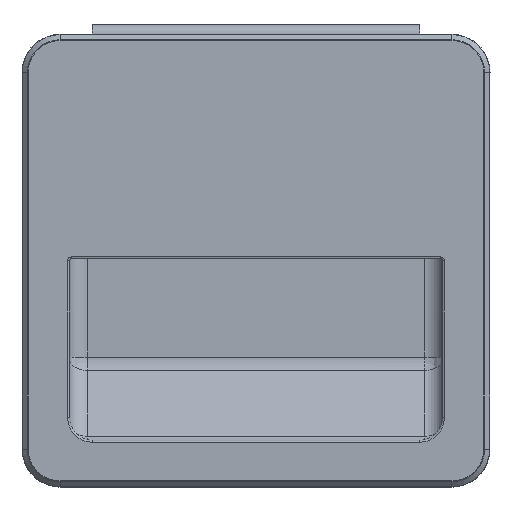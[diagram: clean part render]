
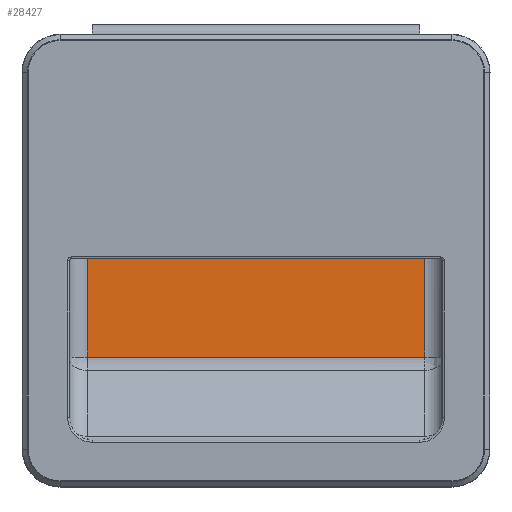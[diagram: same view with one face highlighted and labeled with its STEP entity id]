
A CAD part, front view. The second image highlights one B-rep face of the part: STEP entity #28427.
In plain terms, the highlighted planar face has unit normal (0, -1, 0).
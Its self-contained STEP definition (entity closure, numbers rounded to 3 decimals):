
#298 = LINE ( 'NONE', #32339, #34153 ) ;
#810 = VERTEX_POINT ( 'NONE', #34462 ) ;
#1839 = CARTESIAN_POINT ( 'NONE',  ( 44.35, 60., 14.3 ) ) ;
#2244 = ORIENTED_EDGE ( 'NONE', *, *, #4882, .T. ) ;
#3355 = LINE ( 'NONE', #17034, #11647 ) ;
#3499 = VECTOR ( 'NONE', #4763, 1000. ) ;
#4169 = AXIS2_PLACEMENT_3D ( 'NONE', #30895, #11300, #34210 ) ;
#4763 = DIRECTION ( 'NONE',  ( -1., 0., 0. ) ) ;
#4882 = EDGE_CURVE ( 'NONE', #6952, #33607, #19887, .T. ) ;
#5794 = ORIENTED_EDGE ( 'NONE', *, *, #30469, .T. ) ;
#5971 = EDGE_CURVE ( 'NONE', #14954, #15511, #298, .T. ) ;
#6047 = EDGE_CURVE ( 'NONE', #41162, #810, #9514, .T. ) ;
#6498 = EDGE_LOOP ( 'NONE', ( #13134, #24172, #24538, #10695 ) ) ;
#6789 = ORIENTED_EDGE ( 'NONE', *, *, #10852, .T. ) ;
#6952 = VERTEX_POINT ( 'NONE', #17933 ) ;
#7671 = CARTESIAN_POINT ( 'NONE',  ( -53.22, 60., -55.799 ) ) ;
#8880 = CARTESIAN_POINT ( 'NONE',  ( 7.498, 60., -19.702 ) ) ;
#9106 = EDGE_CURVE ( 'NONE', #810, #24668, #21592, .T. ) ;
#9514 = LINE ( 'NONE', #33043, #34632 ) ;
#10695 = ORIENTED_EDGE ( 'NONE', *, *, #14979, .T. ) ;
#10852 = EDGE_CURVE ( 'NONE', #15511, #6952, #29032, .T. ) ;
#10969 = DIRECTION ( 'NONE',  ( 1., 0., 0. ) ) ;
#11074 = DIRECTION ( 'NONE',  ( -1., 0., 0. ) ) ;
#11199 = VECTOR ( 'NONE', #11074, 1000. ) ;
#11300 = DIRECTION ( 'NONE',  ( 0., -1., 0. ) ) ;
#11647 = VECTOR ( 'NONE', #20323, 1000. ) ;
#11919 = FACE_OUTER_BOUND ( 'NONE', #6498, .T. ) ;
#12773 = ORIENTED_EDGE ( 'NONE', *, *, #5971, .T. ) ;
#13134 = ORIENTED_EDGE ( 'NONE', *, *, #6047, .T. ) ;
#14081 = CARTESIAN_POINT ( 'NONE',  ( -7.498, 60., -19.702 ) ) ;
#14954 = VERTEX_POINT ( 'NONE', #14081 ) ;
#14979 = EDGE_CURVE ( 'NONE', #35661, #41162, #19882, .T. ) ;
#15286 = VECTOR ( 'NONE', #36419, 1000. ) ;
#15511 = VERTEX_POINT ( 'NONE', #8880 ) ;
#16707 = DIRECTION ( 'NONE',  ( 0., 0., -1. ) ) ;
#16787 = CARTESIAN_POINT ( 'NONE',  ( 44.35, 60., 14.3 ) ) ;
#17034 = CARTESIAN_POINT ( 'NONE',  ( -7.498, 60., -62.808 ) ) ;
#17737 = PLANE ( 'NONE',  #4169 ) ;
#17933 = CARTESIAN_POINT ( 'NONE',  ( 7.498, 60., -27.702 ) ) ;
#19882 = LINE ( 'NONE', #30672, #11199 ) ;
#19887 = LINE ( 'NONE', #30979, #3499 ) ;
#20323 = DIRECTION ( 'NONE',  ( 0., 0., 1. ) ) ;
#21592 = LINE ( 'NONE', #7671, #38009 ) ;
#23908 = CARTESIAN_POINT ( 'NONE',  ( -7.498, 60., -27.702 ) ) ;
#24172 = ORIENTED_EDGE ( 'NONE', *, *, #9106, .T. ) ;
#24538 = ORIENTED_EDGE ( 'NONE', *, *, #25632, .T. ) ;
#24668 = VERTEX_POINT ( 'NONE', #35512 ) ;
#25632 = EDGE_CURVE ( 'NONE', #24668, #35661, #31679, .T. ) ;
#25890 = DIRECTION ( 'NONE',  ( 1., 0., 0. ) ) ;
#27999 = VECTOR ( 'NONE', #29218, 1000. ) ;
#28427 = ADVANCED_FACE ( 'NONE', ( #33428, #11919 ), #17737, .T. ) ;
#29032 = LINE ( 'NONE', #32539, #27999 ) ;
#29218 = DIRECTION ( 'NONE',  ( 0., 0., -1. ) ) ;
#30469 = EDGE_CURVE ( 'NONE', #33607, #14954, #3355, .T. ) ;
#30672 = CARTESIAN_POINT ( 'NONE',  ( 44.35, 60., 14.3 ) ) ;
#30895 = CARTESIAN_POINT ( 'NONE',  ( -53.22, 60., -62.808 ) ) ;
#30979 = CARTESIAN_POINT ( 'NONE',  ( -53.22, 60., -27.702 ) ) ;
#31679 = LINE ( 'NONE', #16787, #15286 ) ;
#32339 = CARTESIAN_POINT ( 'NONE',  ( -53.22, 60., -19.702 ) ) ;
#32539 = CARTESIAN_POINT ( 'NONE',  ( 7.498, 60., -62.808 ) ) ;
#33043 = CARTESIAN_POINT ( 'NONE',  ( -44.35, 60., 14.3 ) ) ;
#33428 = FACE_BOUND ( 'NONE', #40489, .T. ) ;
#33607 = VERTEX_POINT ( 'NONE', #23908 ) ;
#34153 = VECTOR ( 'NONE', #25890, 1000. ) ;
#34210 = DIRECTION ( 'NONE',  ( 0., 0., -1. ) ) ;
#34462 = CARTESIAN_POINT ( 'NONE',  ( -44.35, 60., -55.799 ) ) ;
#34632 = VECTOR ( 'NONE', #16707, 1000. ) ;
#35512 = CARTESIAN_POINT ( 'NONE',  ( 44.35, 60., -55.799 ) ) ;
#35661 = VERTEX_POINT ( 'NONE', #1839 ) ;
#36419 = DIRECTION ( 'NONE',  ( 0., 0., 1. ) ) ;
#38009 = VECTOR ( 'NONE', #10969, 1000. ) ;
#40489 = EDGE_LOOP ( 'NONE', ( #2244, #5794, #12773, #6789 ) ) ;
#41162 = VERTEX_POINT ( 'NONE', #42420 ) ;
#42420 = CARTESIAN_POINT ( 'NONE',  ( -44.35, 60., 14.3 ) ) ;
